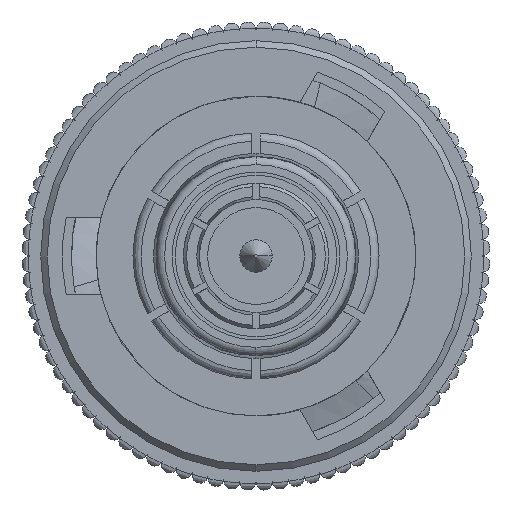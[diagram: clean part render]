
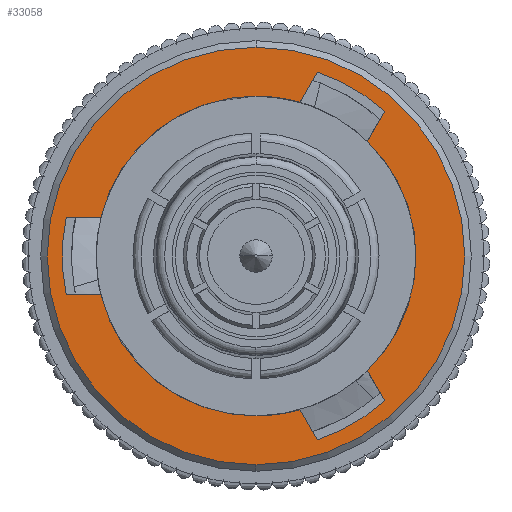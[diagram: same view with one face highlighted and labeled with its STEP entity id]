
A CAD part, left-side view. The second image highlights one B-rep face of the part: STEP entity #33058.
In plain terms, the highlighted face is planar.
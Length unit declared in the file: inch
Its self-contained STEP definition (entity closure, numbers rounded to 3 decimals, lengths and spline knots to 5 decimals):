
#40 = CARTESIAN_POINT ( 'NONE',  ( 0., 0., 0. ) ) ;
#367 = CARTESIAN_POINT ( 'NONE',  ( 0., -0.15683, -0.17664 ) ) ;
#415 = VERTEX_POINT ( 'NONE', #32840 ) ;
#876 = DIRECTION ( 'NONE',  ( -1., 0., 0. ) ) ;
#919 = CIRCLE ( 'NONE', #14226, 0.2545 ) ;
#947 = EDGE_CURVE ( 'NONE', #19923, #1133, #3617, .T. ) ;
#954 = ORIENTED_EDGE ( 'NONE', *, *, #7351, .F. ) ;
#1062 = ORIENTED_EDGE ( 'NONE', *, *, #4868, .T. ) ;
#1133 = VERTEX_POINT ( 'NONE', #35784 ) ;
#1414 = CIRCLE ( 'NONE', #21126, 0.23622 ) ;
#1902 = EDGE_CURVE ( 'NONE', #18571, #15305, #6837, .T. ) ;
#1940 = EDGE_CURVE ( 'NONE', #24419, #11880, #29082, .T. ) ;
#1958 = AXIS2_PLACEMENT_3D ( 'NONE', #33170, #10673, #30642 ) ;
#2605 = ORIENTED_EDGE ( 'NONE', *, *, #9209, .F. ) ;
#3377 = CIRCLE ( 'NONE', #15527, 0.195 ) ;
#3617 = CIRCLE ( 'NONE', #16872, 0.195 ) ;
#3751 = CARTESIAN_POINT ( 'NONE',  ( 0., -0.15683, -0.17664 ) ) ;
#3816 = CARTESIAN_POINT ( 'NONE',  ( 0., 0.2314, 0.0475 ) ) ;
#3908 = DIRECTION ( 'NONE',  ( 0., 0., 1. ) ) ;
#3941 = DIRECTION ( 'NONE',  ( 0., -0.5, -0.866 ) ) ;
#4123 = EDGE_CURVE ( 'NONE', #15763, #6120, #13936, .T. ) ;
#4483 = DIRECTION ( 'NONE',  ( -1., 0., 0. ) ) ;
#4868 = EDGE_CURVE ( 'NONE', #15763, #29157, #28418, .T. ) ;
#5417 = CARTESIAN_POINT ( 'NONE',  ( 0., -0.07456, 0.22414 ) ) ;
#5753 = EDGE_LOOP ( 'NONE', ( #12991, #31855 ) ) ;
#5951 = FACE_BOUND ( 'NONE', #15470, .T. ) ;
#6120 = VERTEX_POINT ( 'NONE', #5417 ) ;
#6621 = CARTESIAN_POINT ( 'NONE',  ( 0., 0., 0. ) ) ;
#6837 = LINE ( 'NONE', #3751, #24435 ) ;
#7351 = EDGE_CURVE ( 'NONE', #15477, #1133, #31929, .T. ) ;
#7377 = CARTESIAN_POINT ( 'NONE',  ( 0., 0.2314, -0.0475 ) ) ;
#7807 = DIRECTION ( 'NONE',  ( -1., 0., 0. ) ) ;
#7993 = DIRECTION ( 'NONE',  ( 0., 0., 1. ) ) ;
#8255 = AXIS2_PLACEMENT_3D ( 'NONE', #40, #7807, #7993 ) ;
#8475 = DIRECTION ( 'NONE',  ( 0., 0., 1. ) ) ;
#8533 = DIRECTION ( 'NONE',  ( 0., 0., 1. ) ) ;
#8842 = DIRECTION ( 'NONE',  ( 1., 0., 0. ) ) ;
#8986 = DIRECTION ( 'NONE',  ( 0., 0., 1. ) ) ;
#9088 = EDGE_CURVE ( 'NONE', #415, #19923, #15281, .T. ) ;
#9209 = EDGE_CURVE ( 'NONE', #18090, #32659, #1414, .T. ) ;
#9406 = ORIENTED_EDGE ( 'NONE', *, *, #4123, .F. ) ;
#9515 = DIRECTION ( 'NONE',  ( -1., 0., 0. ) ) ;
#10140 = CARTESIAN_POINT ( 'NONE',  ( 0., -0.07456, -0.22414 ) ) ;
#10402 = DIRECTION ( 'NONE',  ( 0., 0., 1. ) ) ;
#10673 = DIRECTION ( 'NONE',  ( -1., 0., 0. ) ) ;
#10747 = AXIS2_PLACEMENT_3D ( 'NONE', #18947, #21665, #10402 ) ;
#11084 = CARTESIAN_POINT ( 'NONE',  ( 0., 0., 0. ) ) ;
#11114 = VERTEX_POINT ( 'NONE', #21672 ) ;
#11383 = DIRECTION ( 'NONE',  ( 0., 0.5, -0.866 ) ) ;
#11388 = EDGE_CURVE ( 'NONE', #32659, #20441, #20916, .T. ) ;
#11400 = ORIENTED_EDGE ( 'NONE', *, *, #30353, .F. ) ;
#11568 = CARTESIAN_POINT ( 'NONE',  ( 0., 0., 0. ) ) ;
#11753 = CARTESIAN_POINT ( 'NONE',  ( 0., 0., 0. ) ) ;
#11880 = VERTEX_POINT ( 'NONE', #35708 ) ;
#12158 = DIRECTION ( 'NONE',  ( -1., 0., 0. ) ) ;
#12900 = EDGE_CURVE ( 'NONE', #11880, #24419, #919, .T. ) ;
#12991 = ORIENTED_EDGE ( 'NONE', *, *, #12900, .F. ) ;
#13936 = LINE ( 'NONE', #16850, #28937 ) ;
#14226 = AXIS2_PLACEMENT_3D ( 'NONE', #6621, #9515, #3908 ) ;
#14584 = AXIS2_PLACEMENT_3D ( 'NONE', #18102, #876, #20640 ) ;
#14614 = CARTESIAN_POINT ( 'NONE',  ( 0., -0.05343, 0.18754 ) ) ;
#14795 = ORIENTED_EDGE ( 'NONE', *, *, #11388, .F. ) ;
#14832 = DIRECTION ( 'NONE',  ( 0., 0., 1. ) ) ;
#15281 = CIRCLE ( 'NONE', #1958, 0.195 ) ;
#15305 = VERTEX_POINT ( 'NONE', #367 ) ;
#15470 = EDGE_LOOP ( 'NONE', ( #25290, #23214, #954, #11400, #17738, #30291, #24594, #33889, #9406, #1062, #35042, #14795, #2605, #16462 ) ) ;
#15477 = VERTEX_POINT ( 'NONE', #23219 ) ;
#15527 = AXIS2_PLACEMENT_3D ( 'NONE', #34812, #12158, #26147 ) ;
#15763 = VERTEX_POINT ( 'NONE', #14614 ) ;
#16448 = VECTOR ( 'NONE', #32326, 39.37008 ) ;
#16462 = ORIENTED_EDGE ( 'NONE', *, *, #18294, .F. ) ;
#16850 = CARTESIAN_POINT ( 'NONE',  ( 0., -0.07456, 0.22414 ) ) ;
#16872 = AXIS2_PLACEMENT_3D ( 'NONE', #11568, #33532, #8475 ) ;
#17562 = VECTOR ( 'NONE', #29051, 39.37008 ) ;
#17738 = ORIENTED_EDGE ( 'NONE', *, *, #1902, .F. ) ;
#17790 = CARTESIAN_POINT ( 'NONE',  ( 0., 0., 0.195 ) ) ;
#17909 = CARTESIAN_POINT ( 'NONE',  ( 0., -0.1357, -0.14004 ) ) ;
#18090 = VERTEX_POINT ( 'NONE', #23051 ) ;
#18102 = CARTESIAN_POINT ( 'NONE',  ( 0., 0., 0. ) ) ;
#18294 = EDGE_CURVE ( 'NONE', #415, #18090, #35674, .T. ) ;
#18571 = VERTEX_POINT ( 'NONE', #17909 ) ;
#18947 = CARTESIAN_POINT ( 'NONE',  ( 0., 0., 0. ) ) ;
#19923 = VERTEX_POINT ( 'NONE', #26611 ) ;
#20240 = CARTESIAN_POINT ( 'NONE',  ( 0., 0., -0.2545 ) ) ;
#20441 = VERTEX_POINT ( 'NONE', #26740 ) ;
#20640 = DIRECTION ( 'NONE',  ( 0., 0., 1. ) ) ;
#20916 = LINE ( 'NONE', #35026, #16448 ) ;
#21126 = AXIS2_PLACEMENT_3D ( 'NONE', #11753, #8842, #25930 ) ;
#21453 = EDGE_CURVE ( 'NONE', #25557, #11114, #33517, .T. ) ;
#21665 = DIRECTION ( 'NONE',  ( 1., 0., 0. ) ) ;
#21672 = CARTESIAN_POINT ( 'NONE',  ( 0., -0.1357, 0.14004 ) ) ;
#22633 = CARTESIAN_POINT ( 'NONE',  ( 0., 0., 0. ) ) ;
#23051 = CARTESIAN_POINT ( 'NONE',  ( 0., 0.2314, -0.0475 ) ) ;
#23214 = ORIENTED_EDGE ( 'NONE', *, *, #947, .T. ) ;
#23219 = CARTESIAN_POINT ( 'NONE',  ( 0., -0.07456, -0.22414 ) ) ;
#24419 = VERTEX_POINT ( 'NONE', #20240 ) ;
#24435 = VECTOR ( 'NONE', #3941, 39.37008 ) ;
#24594 = ORIENTED_EDGE ( 'NONE', *, *, #21453, .F. ) ;
#25290 = ORIENTED_EDGE ( 'NONE', *, *, #9088, .T. ) ;
#25557 = VERTEX_POINT ( 'NONE', #26666 ) ;
#25930 = DIRECTION ( 'NONE',  ( 0., 0., 1. ) ) ;
#26147 = DIRECTION ( 'NONE',  ( 0., 0., 1. ) ) ;
#26282 = CARTESIAN_POINT ( 'NONE',  ( 0., 0.195, 0. ) ) ;
#26611 = CARTESIAN_POINT ( 'NONE',  ( 0., 0., -0.195 ) ) ;
#26638 = EDGE_CURVE ( 'NONE', #18571, #11114, #30287, .T. ) ;
#26662 = AXIS2_PLACEMENT_3D ( 'NONE', #22633, #33678, #8986 ) ;
#26666 = CARTESIAN_POINT ( 'NONE',  ( 0., -0.15683, 0.17664 ) ) ;
#26740 = CARTESIAN_POINT ( 'NONE',  ( 0., 0.18913, 0.0475 ) ) ;
#27362 = DIRECTION ( 'NONE',  ( 0., 1., 0. ) ) ;
#27941 = DIRECTION ( 'NONE',  ( 0., -0.5, 0.866 ) ) ;
#28154 = DIRECTION ( 'NONE',  ( 1., 0., 0. ) ) ;
#28289 = VECTOR ( 'NONE', #11383, 39.37008 ) ;
#28418 = CIRCLE ( 'NONE', #26662, 0.195 ) ;
#28736 = AXIS2_PLACEMENT_3D ( 'NONE', #11084, #28154, #8533 ) ;
#28937 = VECTOR ( 'NONE', #27941, 39.37008 ) ;
#29051 = DIRECTION ( 'NONE',  ( 0., 0.5, 0.866 ) ) ;
#29082 = CIRCLE ( 'NONE', #14584, 0.2545 ) ;
#29157 = VERTEX_POINT ( 'NONE', #17790 ) ;
#29677 = EDGE_CURVE ( 'NONE', #6120, #25557, #29854, .T. ) ;
#29854 = CIRCLE ( 'NONE', #10747, 0.23622 ) ;
#30287 = CIRCLE ( 'NONE', #8255, 0.195 ) ;
#30291 = ORIENTED_EDGE ( 'NONE', *, *, #26638, .T. ) ;
#30353 = EDGE_CURVE ( 'NONE', #15305, #15477, #35642, .T. ) ;
#30642 = DIRECTION ( 'NONE',  ( 0., 0., 1. ) ) ;
#30824 = FACE_OUTER_BOUND ( 'NONE', #5753, .T. ) ;
#30973 = CARTESIAN_POINT ( 'NONE',  ( 0., -0.15683, 0.17664 ) ) ;
#31211 = AXIS2_PLACEMENT_3D ( 'NONE', #26282, #4483, #14832 ) ;
#31855 = ORIENTED_EDGE ( 'NONE', *, *, #1940, .F. ) ;
#31929 = LINE ( 'NONE', #10140, #17562 ) ;
#32326 = DIRECTION ( 'NONE',  ( 0., -1., 0. ) ) ;
#32659 = VERTEX_POINT ( 'NONE', #3816 ) ;
#32713 = EDGE_CURVE ( 'NONE', #29157, #20441, #3377, .T. ) ;
#32810 = VECTOR ( 'NONE', #27362, 39.37008 ) ;
#32840 = CARTESIAN_POINT ( 'NONE',  ( 0., 0.18913, -0.0475 ) ) ;
#33058 = ADVANCED_FACE ( 'NONE', ( #30824, #5951 ), #34605, .F. ) ;
#33170 = CARTESIAN_POINT ( 'NONE',  ( 0., 0., 0. ) ) ;
#33517 = LINE ( 'NONE', #30973, #28289 ) ;
#33532 = DIRECTION ( 'NONE',  ( -1., 0., 0. ) ) ;
#33678 = DIRECTION ( 'NONE',  ( -1., 0., 0. ) ) ;
#33889 = ORIENTED_EDGE ( 'NONE', *, *, #29677, .F. ) ;
#34605 = PLANE ( 'NONE',  #31211 ) ;
#34812 = CARTESIAN_POINT ( 'NONE',  ( 0., 0., 0. ) ) ;
#35026 = CARTESIAN_POINT ( 'NONE',  ( 0., 0.2314, 0.0475 ) ) ;
#35042 = ORIENTED_EDGE ( 'NONE', *, *, #32713, .T. ) ;
#35642 = CIRCLE ( 'NONE', #28736, 0.23622 ) ;
#35674 = LINE ( 'NONE', #7377, #32810 ) ;
#35708 = CARTESIAN_POINT ( 'NONE',  ( 0., 0., 0.2545 ) ) ;
#35784 = CARTESIAN_POINT ( 'NONE',  ( 0., -0.05343, -0.18754 ) ) ;
